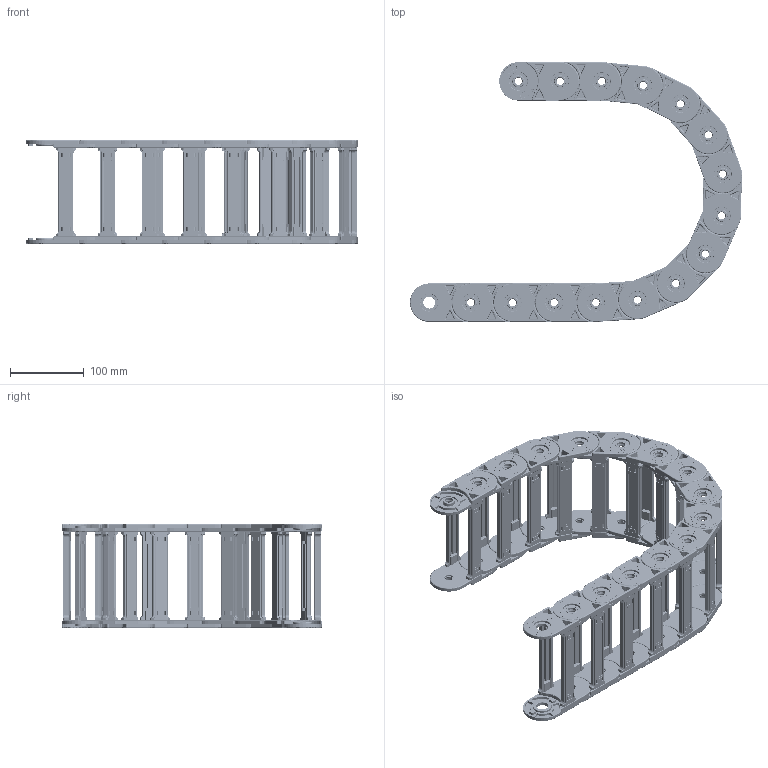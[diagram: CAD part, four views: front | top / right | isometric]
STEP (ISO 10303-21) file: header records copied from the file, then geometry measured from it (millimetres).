
FILE_DESCRIPTION (( 'STEP AP214' ), '1' );
FILE_NAME ('CK35-A120-R150.STEP', '2019-09-10T05:29:50', ( '' ), ( '' ), 'SwSTEP 2.0', 'SolidWorks 2017', '' );
FILE_SCHEMA (( 'AUTOMOTIVE_DESIGN' ));
Length unit declared in the file: millimetre
Products named in the file (2): CK35-A120; CK35-A120-R150
Assembly tree (15 placements, depth 2):
  CK35-A120-R150
    CK35-A120  x15
Bounding box: 450.04 x 352.02 x 141.41 mm (x, y, z)
Volume: 985095.9 mm3; surface area: 804999.2 mm2
Topology: 60 solids, 60 shells, 15780 faces, 39060 edges, 23760 vertices
Faces by surface type: cylinder 5820, plane 5160, torus 2220, bspline 1680, cone 480, sphere 420
Entity records: 47723 total; most frequent: CARTESIAN_POINT 23584, ORIENTED_EDGE 5136, DIRECTION 4846, EDGE_CURVE 2568, AXIS2_PLACEMENT_3D 1792, VERTEX_POINT 1584, VECTOR 1262, LINE 1262
